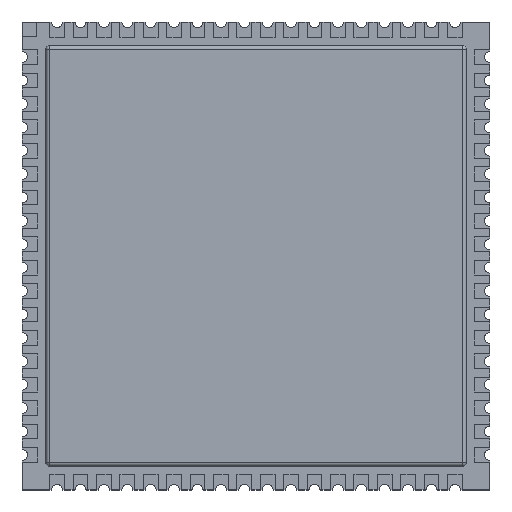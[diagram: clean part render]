
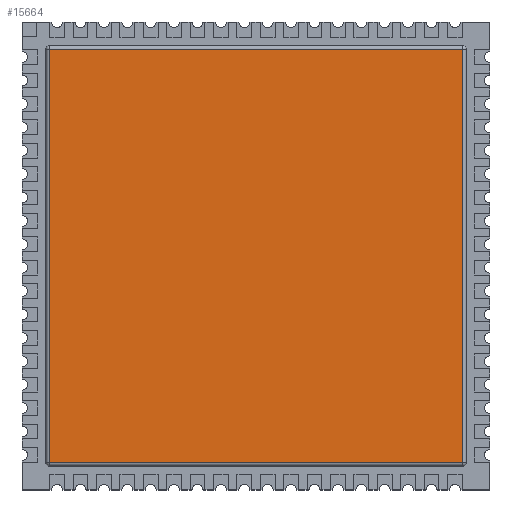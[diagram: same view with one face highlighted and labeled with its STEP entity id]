
A CAD part, top view. The second image highlights one B-rep face of the part: STEP entity #15664.
In plain terms, the highlighted planar face has unit normal (0, 0, 1).
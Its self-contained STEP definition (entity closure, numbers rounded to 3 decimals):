
#15501 = VERTEX_POINT('',#15502);
#15502 = CARTESIAN_POINT('',(-11.215,11.215,3.3));
#15526 = VERTEX_POINT('',#15527);
#15527 = CARTESIAN_POINT('',(-11.215,-11.215,3.3));
#15534 = EDGE_CURVE('',#15526,#15501,#15535,.T.);
#15535 = LINE('',#15536,#15537);
#15536 = CARTESIAN_POINT('',(-11.215,-11.415,3.3));
#15537 = VECTOR('',#15538,1.);
#15538 = DIRECTION('',(0.,1.,0.));
#15568 = VERTEX_POINT('',#15569);
#15569 = CARTESIAN_POINT('',(11.215,-11.215,3.3));
#15576 = EDGE_CURVE('',#15568,#15526,#15577,.T.);
#15577 = LINE('',#15578,#15579);
#15578 = CARTESIAN_POINT('',(11.415,-11.215,3.3));
#15579 = VECTOR('',#15580,1.);
#15580 = DIRECTION('',(-1.,0.,0.));
#15611 = VERTEX_POINT('',#15612);
#15612 = CARTESIAN_POINT('',(11.215,11.215,3.3));
#15619 = EDGE_CURVE('',#15611,#15568,#15620,.T.);
#15620 = LINE('',#15621,#15622);
#15621 = CARTESIAN_POINT('',(11.215,11.415,3.3));
#15622 = VECTOR('',#15623,1.);
#15623 = DIRECTION('',(0.,-1.,0.));
#15652 = EDGE_CURVE('',#15501,#15611,#15653,.T.);
#15653 = LINE('',#15654,#15655);
#15654 = CARTESIAN_POINT('',(-11.415,11.215,3.3));
#15655 = VECTOR('',#15656,1.);
#15656 = DIRECTION('',(1.,0.,0.));
#15664 = ADVANCED_FACE('',(#15665),#15671,.T.);
#15665 = FACE_BOUND('',#15666,.T.);
#15666 = EDGE_LOOP('',(#15667,#15668,#15669,#15670));
#15667 = ORIENTED_EDGE('',*,*,#15619,.F.);
#15668 = ORIENTED_EDGE('',*,*,#15652,.F.);
#15669 = ORIENTED_EDGE('',*,*,#15534,.F.);
#15670 = ORIENTED_EDGE('',*,*,#15576,.F.);
#15671 = PLANE('',#15672);
#15672 = AXIS2_PLACEMENT_3D('',#15673,#15674,#15675);
#15673 = CARTESIAN_POINT('',(0.,0.,3.3));
#15674 = DIRECTION('',(0.,0.,1.));
#15675 = DIRECTION('',(1.,0.,0.));
